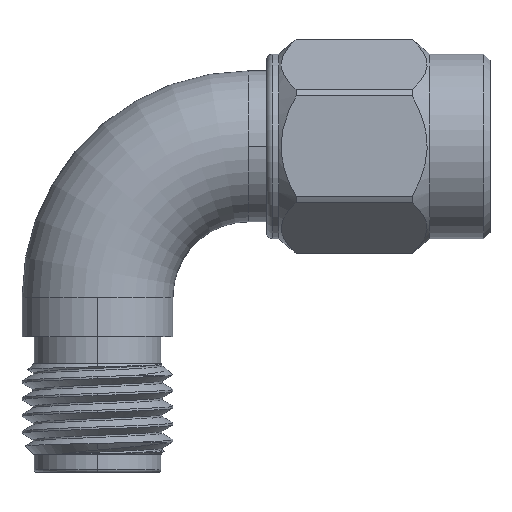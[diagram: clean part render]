
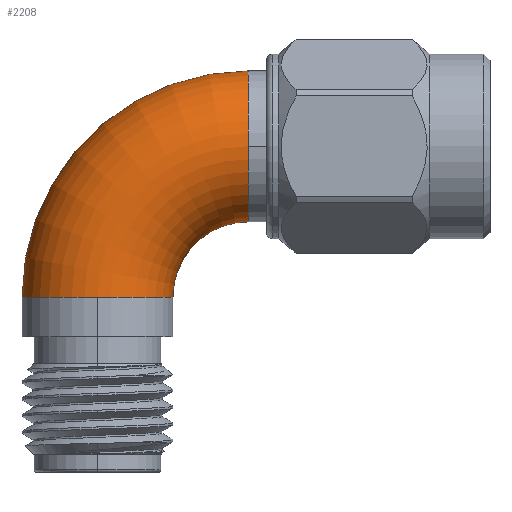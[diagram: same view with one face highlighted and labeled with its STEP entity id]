
A CAD part, top view. The second image highlights one B-rep face of the part: STEP entity #2208.
In plain terms, the highlighted toroidal (fillet/blend) face has major radius 6.35 mm and minor radius 3.175 mm.
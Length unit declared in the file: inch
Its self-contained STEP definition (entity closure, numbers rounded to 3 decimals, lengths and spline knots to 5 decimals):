
#69 = CARTESIAN_POINT ( 'NONE',  ( 0.25, 0.775, 0. ) ) ;
#131 = ORIENTED_EDGE ( 'NONE', *, *, #239, .T. ) ;
#197 = CARTESIAN_POINT ( 'NONE',  ( 0., 0.4, 0. ) ) ;
#204 = ORIENTED_EDGE ( 'NONE', *, *, #521, .F. ) ;
#239 = EDGE_CURVE ( 'NONE', #1491, #3371, #556, .T. ) ;
#300 = CIRCLE ( 'NONE', #2601, 0.125 ) ;
#512 = DIRECTION ( 'NONE',  ( 0., 0., -1. ) ) ;
#520 = CARTESIAN_POINT ( 'NONE',  ( 0., 0.4, 0. ) ) ;
#521 = EDGE_CURVE ( 'NONE', #1749, #3244, #4837, .T. ) ;
#523 = DIRECTION ( 'NONE',  ( 1., 0., 0. ) ) ;
#556 = CIRCLE ( 'NONE', #1420, 0.125 ) ;
#704 = VERTEX_POINT ( 'NONE', #69 ) ;
#814 = CARTESIAN_POINT ( 'NONE',  ( 0.25, 0.65, 0. ) ) ;
#873 = CARTESIAN_POINT ( 'NONE',  ( 0.25, 0.65, 0. ) ) ;
#1035 = EDGE_CURVE ( 'NONE', #3371, #1231, #2350, .T. ) ;
#1146 = AXIS2_PLACEMENT_3D ( 'NONE', #1469, #4590, #4193 ) ;
#1231 = VERTEX_POINT ( 'NONE', #3393 ) ;
#1420 = AXIS2_PLACEMENT_3D ( 'NONE', #197, #4862, #4884 ) ;
#1469 = CARTESIAN_POINT ( 'NONE',  ( 0.25, 0.4, 0. ) ) ;
#1491 = VERTEX_POINT ( 'NONE', #1838 ) ;
#1521 = CIRCLE ( 'NONE', #3731, 0.375 ) ;
#1749 = VERTEX_POINT ( 'NONE', #3397 ) ;
#1838 = CARTESIAN_POINT ( 'NONE',  ( -0.125, 0.4, 0. ) ) ;
#2113 = DIRECTION ( 'NONE',  ( -1., 0., 0. ) ) ;
#2150 = EDGE_CURVE ( 'NONE', #704, #1749, #300, .T. ) ;
#2208 = ADVANCED_FACE ( 'NONE', ( #4456 ), #3853, .T. ) ;
#2311 = AXIS2_PLACEMENT_3D ( 'NONE', #4780, #512, #2113 ) ;
#2350 = CIRCLE ( 'NONE', #2714, 0.125 ) ;
#2552 = EDGE_CURVE ( 'NONE', #1491, #704, #1521, .T. ) ;
#2601 = AXIS2_PLACEMENT_3D ( 'NONE', #873, #523, #2854 ) ;
#2714 = AXIS2_PLACEMENT_3D ( 'NONE', #520, #3441, #4320 ) ;
#2854 = DIRECTION ( 'NONE',  ( 0., 0., 1. ) ) ;
#3166 = ORIENTED_EDGE ( 'NONE', *, *, #1035, .T. ) ;
#3244 = VERTEX_POINT ( 'NONE', #3633 ) ;
#3263 = DIRECTION ( 'NONE',  ( -1., 0., 0. ) ) ;
#3371 = VERTEX_POINT ( 'NONE', #4839 ) ;
#3393 = CARTESIAN_POINT ( 'NONE',  ( 0.125, 0.4, 0. ) ) ;
#3397 = CARTESIAN_POINT ( 'NONE',  ( 0.25, 0.65, 0.125 ) ) ;
#3414 = EDGE_LOOP ( 'NONE', ( #4969, #131, #3166, #4226, #204, #4943 ) ) ;
#3441 = DIRECTION ( 'NONE',  ( 0., 1., 0. ) ) ;
#3633 = CARTESIAN_POINT ( 'NONE',  ( 0.25, 0.525, 0. ) ) ;
#3731 = AXIS2_PLACEMENT_3D ( 'NONE', #4774, #4397, #3263 ) ;
#3853 = TOROIDAL_SURFACE ( 'NONE', #2311, 0.25, 0.125 ) ;
#4193 = DIRECTION ( 'NONE',  ( -1., 0., 0. ) ) ;
#4226 = ORIENTED_EDGE ( 'NONE', *, *, #4360, .T. ) ;
#4320 = DIRECTION ( 'NONE',  ( 0., 0., 1. ) ) ;
#4343 = DIRECTION ( 'NONE',  ( 0., 0., 1. ) ) ;
#4358 = AXIS2_PLACEMENT_3D ( 'NONE', #814, #4712, #4343 ) ;
#4360 = EDGE_CURVE ( 'NONE', #1231, #3244, #4383, .T. ) ;
#4383 = CIRCLE ( 'NONE', #1146, 0.125 ) ;
#4397 = DIRECTION ( 'NONE',  ( 0., 0., -1. ) ) ;
#4456 = FACE_OUTER_BOUND ( 'NONE', #3414, .T. ) ;
#4590 = DIRECTION ( 'NONE',  ( 0., 0., -1. ) ) ;
#4712 = DIRECTION ( 'NONE',  ( 1., 0., 0. ) ) ;
#4774 = CARTESIAN_POINT ( 'NONE',  ( 0.25, 0.4, 0. ) ) ;
#4780 = CARTESIAN_POINT ( 'NONE',  ( 0.25, 0.4, 0. ) ) ;
#4837 = CIRCLE ( 'NONE', #4358, 0.125 ) ;
#4839 = CARTESIAN_POINT ( 'NONE',  ( 0., 0.4, 0.125 ) ) ;
#4862 = DIRECTION ( 'NONE',  ( 0., 1., 0. ) ) ;
#4884 = DIRECTION ( 'NONE',  ( 0., 0., 1. ) ) ;
#4943 = ORIENTED_EDGE ( 'NONE', *, *, #2150, .F. ) ;
#4969 = ORIENTED_EDGE ( 'NONE', *, *, #2552, .F. ) ;
